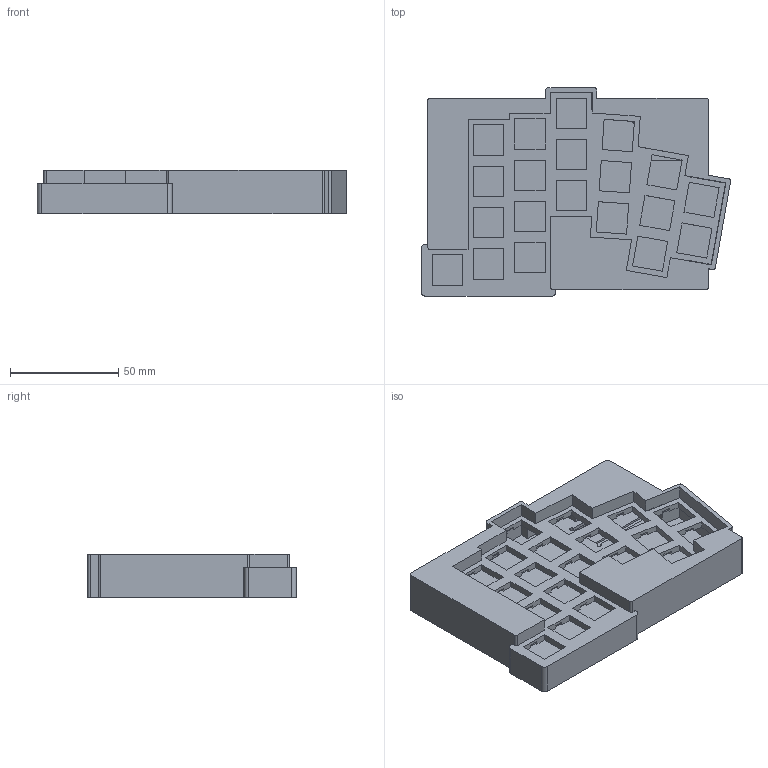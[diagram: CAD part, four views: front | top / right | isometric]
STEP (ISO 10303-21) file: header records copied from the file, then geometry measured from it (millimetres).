
FILE_DESCRIPTION(('FreeCAD Model'),'2;1');
FILE_NAME('Open CASCADE Shape Model','2025-08-06T15:27:50',(''),(''), 'Open CASCADE STEP processor 7.9','FreeCAD','Unknown');
FILE_SCHEMA(('AUTOMOTIVE_DESIGN { 1 0 10303 214 1 1 1 1 }'));
Length unit declared in the file: millimetre
Products named in the file (4): Case; Plate; Top; Bottom
Assembly tree (3 placements, depth 2):
  Case
    Plate
    Top
    Bottom
Bounding box: 142.71 x 96.11 x 20 mm (x, y, z)
Volume: 71747.9 mm3; surface area: 68468.1 mm2
Topology: 3 solids, 3 shells, 514 faces, 1482 edges, 988 vertices
Faces by surface type: plane 458, cylinder 56
Full cylindrical faces by diameter (mm): 2.1 x9, 3.2 x9, 6.3 x4
Entity records: 16829 total; most frequent: CARTESIAN_POINT 2988, ORIENTED_EDGE 2964, DIRECTION 2632, EDGE_CURVE 1482, LINE 1368, VECTOR 1368, VERTEX_POINT 988, AXIS2_PLACEMENT_3D 632
